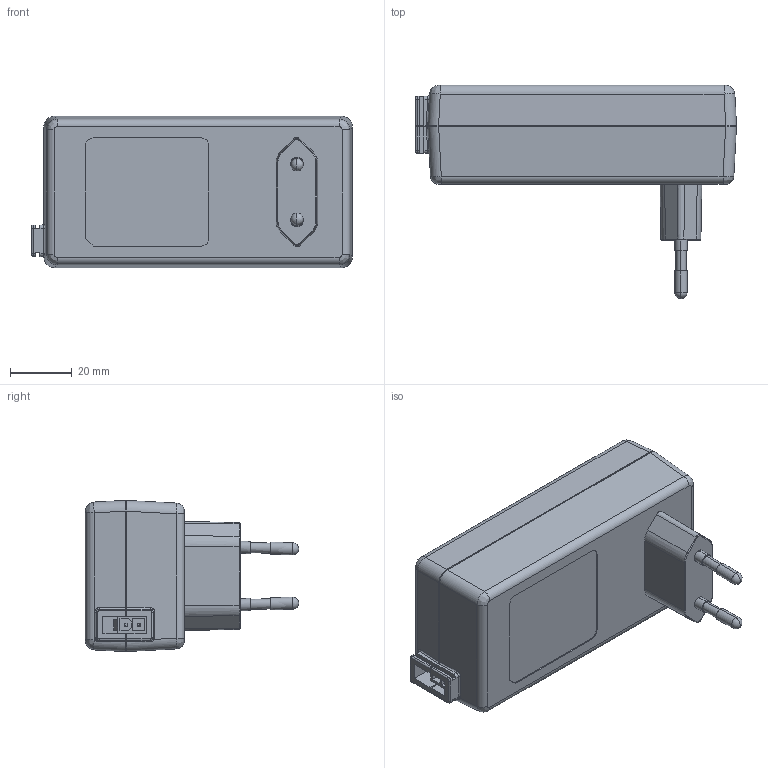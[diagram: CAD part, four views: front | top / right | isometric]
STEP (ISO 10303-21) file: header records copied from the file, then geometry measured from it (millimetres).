
FILE_DESCRIPTION((''),'2;1');
FILE_NAME('SMPS-10-EURO_ASM','2023-06-19T14:56:41',('ti'),(''),'CREO PARAMETRIC BY PTC INC, 2022024','CREO PARAMETRIC BY PTC INC, 2022024','');
FILE_SCHEMA(('AUTOMOTIVE_DESIGN { 1 0 10303 214 1 1 1 1 }'));
Length unit declared in the file: millimetre
Products named in the file (2): SMPS-10-EURO-BP; SMPS-10-EURO_ASM
Assembly tree (1 placements, depth 2):
  SMPS-10-EURO_ASM
    SMPS-10-EURO-BP
Bounding box: 103.98 x 69.1 x 49 mm (x, y, z)
Volume: 158577.6 mm3; surface area: 21074.7 mm2
Topology: 1 solids, 1 shells, 205 faces, 520 edges, 325 vertices
Faces by surface type: plane 110, cylinder 59, bspline 32, sphere 4
Entity records: 7409 total; most frequent: CARTESIAN_POINT 2495, ORIENTED_EDGE 1032, DIRECTION 922, EDGE_CURVE 516, VECTOR 346, LINE 346, VERTEX_POINT 325, AXIS2_PLACEMENT_3D 288
